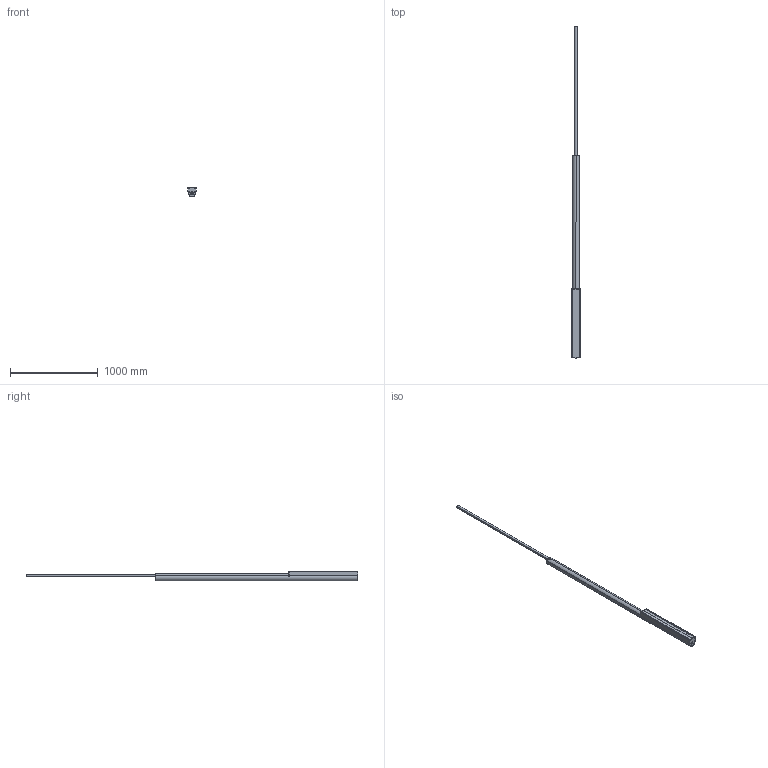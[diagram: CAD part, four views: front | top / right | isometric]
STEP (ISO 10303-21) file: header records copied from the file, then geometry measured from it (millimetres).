
FILE_DESCRIPTION (( 'STEP AP214' ), '1' );
FILE_NAME ('6289043.stp', '2016-06-29T11:29:12', ( '' ), ( '' ), 'SwSTEP 2.0', 'SolidWorks 2014', '' );
FILE_SCHEMA (( 'AUTOMOTIVE_DESIGN' ));
Length unit declared in the file: millimetre
Products named in the file (12): 030909_L=780; 026360_L=780; 032228_Standard; 032226_Standard; 032220_Standard; 032219_Standard; P_34509020_1_Standard; 030913_L=1520; 030912_L=780; 030913_Standard; 030911_Standard; 6289043
Assembly tree (11 placements, depth 3):
  6289043
    030911_Standard
    030913_Standard
    030912_L=780
    030913_L=1520
    P_34509020_1_Standard
    032219_Standard
    032220_Standard
    032228_Standard
      032226_Standard
    030909_L=780
      026360_L=780
Bounding box: 101 x 3781 x 110.85 mm (x, y, z)
Volume: 2640243.9 mm3; surface area: 2917630.5 mm2
Topology: 9 solids, 9 shells, 349 faces, 993 edges, 662 vertices
Faces by surface type: plane 193, cylinder 156
Entity records: 12179 total; most frequent: DIRECTION 2083, CARTESIAN_POINT 2020, ORIENTED_EDGE 1986, EDGE_CURVE 993, AXIS2_PLACEMENT_3D 725, VERTEX_POINT 662, LINE 633, VECTOR 633
